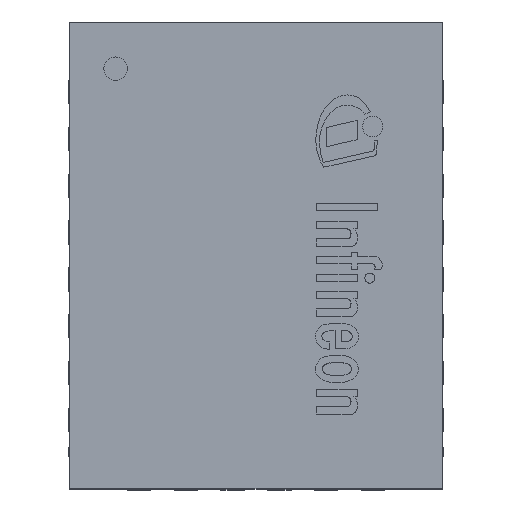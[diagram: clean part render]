
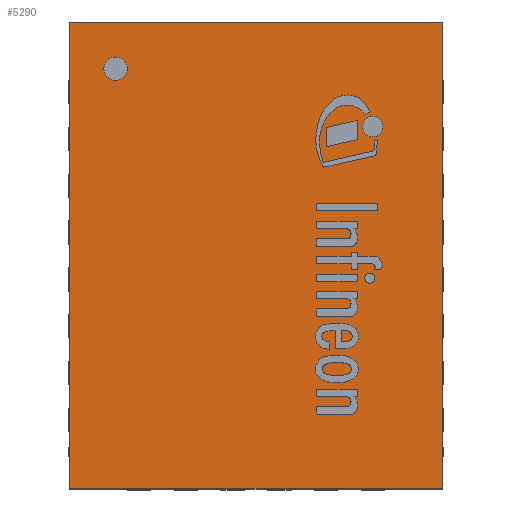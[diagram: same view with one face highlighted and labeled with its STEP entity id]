
A CAD part, top view. The second image highlights one B-rep face of the part: STEP entity #5290.
In plain terms, the highlighted planar face has unit normal (0, 0, 1).
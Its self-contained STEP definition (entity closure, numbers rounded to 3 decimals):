
#144=LINE('',#7538,#764);
#148=LINE('',#7546,#768);
#151=LINE('',#7552,#771);
#154=LINE('',#7557,#774);
#764=VECTOR('',#6080,1.);
#768=VECTOR('',#6086,1.);
#771=VECTOR('',#6091,1.);
#774=VECTOR('',#6096,1.);
#1390=PLANE('',#5658);
#1642=FACE_BOUND('',#1988,.T.);
#1657=FACE_OUTER_BOUND('',#1987,.T.);
#1987=EDGE_LOOP('',(#3724,#3725,#3726,#3727));
#1988=EDGE_LOOP('',(#3728));
#2318=CIRCLE('',#5651,0.125);
#2426=VERTEX_POINT('',#7532);
#2427=VERTEX_POINT('',#7536);
#2428=VERTEX_POINT('',#7537);
#2431=VERTEX_POINT('',#7545);
#2433=VERTEX_POINT('',#7551);
#2938=EDGE_CURVE('',#2426,#2426,#2318,.T.);
#2939=EDGE_CURVE('',#2427,#2428,#144,.T.);
#2943=EDGE_CURVE('',#2431,#2427,#148,.T.);
#2946=EDGE_CURVE('',#2433,#2431,#151,.T.);
#2949=EDGE_CURVE('',#2428,#2433,#154,.T.);
#3724=ORIENTED_EDGE('',*,*,#2949,.F.);
#3725=ORIENTED_EDGE('',*,*,#2939,.F.);
#3726=ORIENTED_EDGE('',*,*,#2943,.F.);
#3727=ORIENTED_EDGE('',*,*,#2946,.F.);
#3728=ORIENTED_EDGE('',*,*,#2938,.T.);
#5290=ADVANCED_FACE('',(#1657,#1642),#1390,.T.);
#5651=AXIS2_PLACEMENT_3D('',#7533,#6074,#6075);
#5658=AXIS2_PLACEMENT_3D('',#7560,#6100,#6101);
#6074=DIRECTION('center_axis',(0.,0.,-1.));
#6075=DIRECTION('ref_axis',(0.,-1.,0.));
#6080=DIRECTION('',(1.,0.,0.));
#6086=DIRECTION('',(0.,1.,0.));
#6091=DIRECTION('',(-1.,0.,0.));
#6096=DIRECTION('',(0.,-1.,0.));
#6100=DIRECTION('center_axis',(0.,0.,1.));
#6101=DIRECTION('ref_axis',(0.,-1.,0.));
#7532=CARTESIAN_POINT('',(-1.5,2.125,1.));
#7533=CARTESIAN_POINT('Origin',(-1.5,2.,1.));
#7536=CARTESIAN_POINT('',(-1.99,2.49,1.));
#7537=CARTESIAN_POINT('',(1.99,2.49,1.));
#7538=CARTESIAN_POINT('',(-1.99,2.49,1.));
#7545=CARTESIAN_POINT('',(-1.99,-2.49,1.));
#7546=CARTESIAN_POINT('',(-1.99,-2.49,1.));
#7551=CARTESIAN_POINT('',(1.99,-2.49,1.));
#7552=CARTESIAN_POINT('',(1.99,-2.49,1.));
#7557=CARTESIAN_POINT('',(1.99,2.49,1.));
#7560=CARTESIAN_POINT('Origin',(0.,0.,1.));
